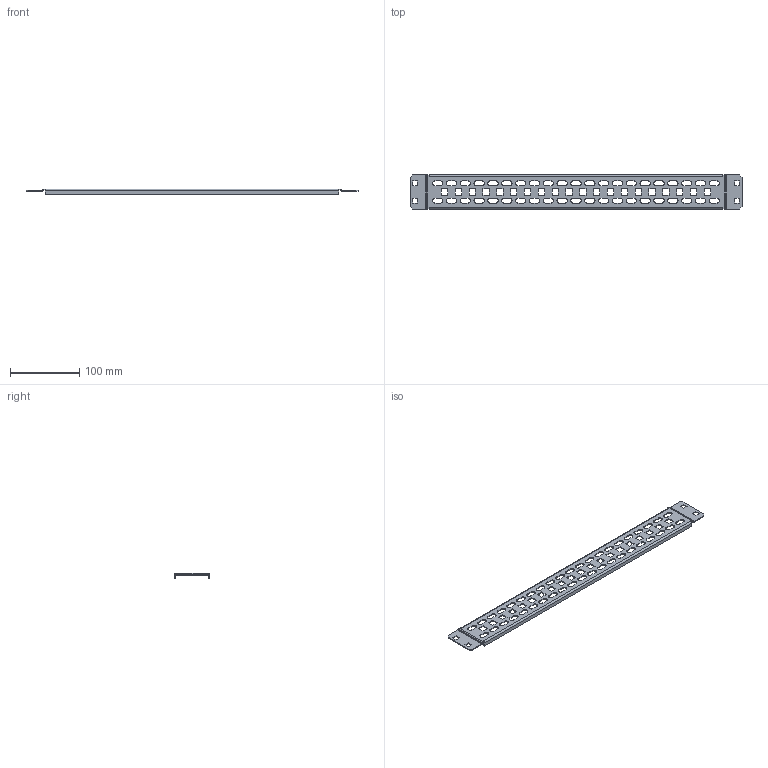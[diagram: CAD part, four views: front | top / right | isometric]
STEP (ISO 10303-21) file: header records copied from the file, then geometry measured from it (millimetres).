
FILE_DESCRIPTION (( 'STEP AP214' ), '1' );
FILE_NAME ('YKV-RB-600 Ðåéêà áîêîâàÿ äëÿ ÂÐÓ ÕÕÕÕõÕÕÕõ600 SMART (êîìï. 2øò.).STEP', '2020-02-19T14:21:15', ( '' ), ( '' ), 'SwSTEP 2.0', 'SolidWorks 2017', '' );
FILE_SCHEMA (( 'AUTOMOTIVE_DESIGN' ));
Length unit declared in the file: millimetre
Products named in the file (1): YKV-RB-600 Ðåéêà áîêîâàÿ äëÿ ÂÐÓ ÕÕÕÕõÕÕÕõ600 SMART (êîìï. 2øò.)
Bounding box: 480 x 49.5 x 8 mm (x, y, z)
Volume: 34309.2 mm3; surface area: 51010.8 mm2
Topology: 1 solids, 1 shells, 372 faces, 1066 edges, 696 vertices
Faces by surface type: plane 234, cylinder 138
Entity records: 12416 total; most frequent: CARTESIAN_POINT 2135, ORIENTED_EDGE 2132, DIRECTION 2092, EDGE_CURVE 1066, VECTOR 786, LINE 786, VERTEX_POINT 696, AXIS2_PLACEMENT_3D 653
